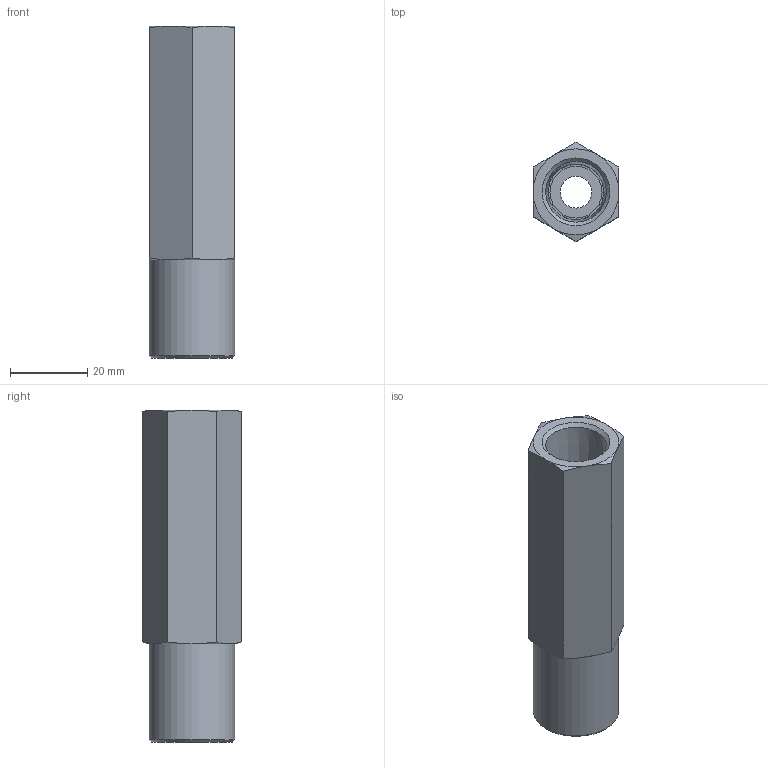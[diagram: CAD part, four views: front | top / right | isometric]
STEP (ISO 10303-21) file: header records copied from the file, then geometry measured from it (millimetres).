
FILE_DESCRIPTION((''),'2;1');
FILE_NAME('1303.stp','2013-01-07T12:59:08',('jml'),(''),'Autodesk Inventor 2010','Autodesk Inventor 2010','');
FILE_SCHEMA(('AUTOMOTIVE_DESIGN { 1 0 10303 214 1 1 1 1 }'));
Length unit declared in the file: inch
Products named in the file (1): 320017
Bounding box: 22.23 x 25.66 x 85.85 mm (x, y, z)
Volume: 21494.8 mm3; surface area: 10938.9 mm2
Topology: 1 solids, 1 shells, 38 faces, 90 edges, 76 vertices
Faces by surface type: cone 17, plane 14, cylinder 5, bspline 2
Full cylindrical faces by diameter (mm): 8.204 x1, 14.326 x2, 15.189 x1, 22.098 x1
Entity records: 1087 total; most frequent: CARTESIAN_POINT 243, DIRECTION 161, ORIENTED_EDGE 122, AXIS2_PLACEMENT_3D 70, EDGE_CURVE 61, EDGE_LOOP 58, VERTEX_POINT 43, FACE_OUTER_BOUND 38
